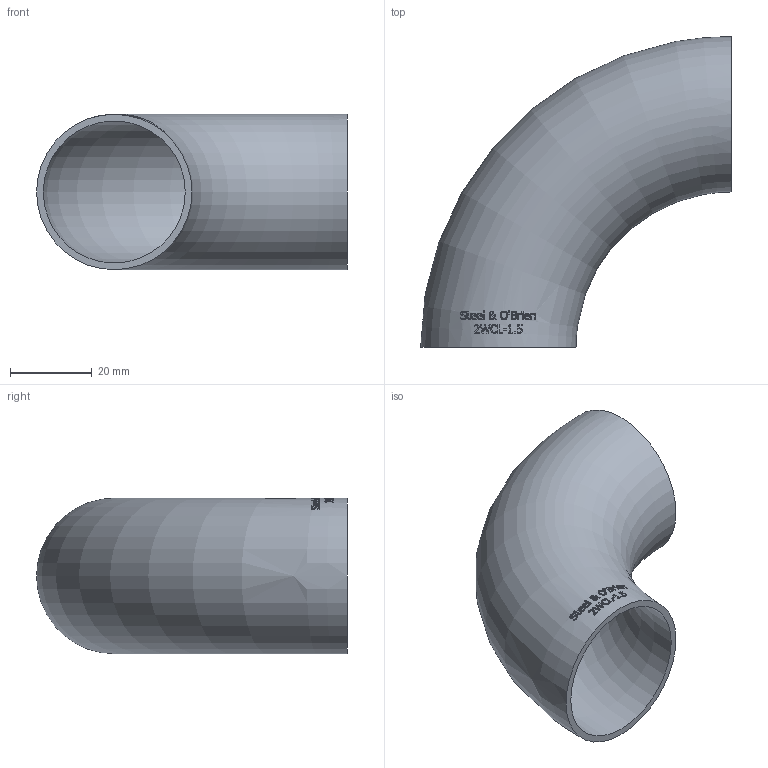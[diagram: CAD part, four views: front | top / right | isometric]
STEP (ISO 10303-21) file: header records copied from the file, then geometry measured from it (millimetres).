
FILE_DESCRIPTION(/* description */ (''),/* implementation_level */ '2;1');
FILE_NAME(/* name */ '2WCL-1.5.stp',/* time_stamp */ '2019-01-11T11:45:29-05:00',/* author */ ('rick'),/* organization */ (''),/* preprocessor_version */ 'ST-DEVELOPER v15.2',/* originating_system */ 'Autodesk Inventor 2014',/* authorisation */ '');
FILE_SCHEMA (('AUTOMOTIVE_DESIGN { 1 0 10303 214 3 1 1 }'));
Length unit declared in the file: inch
Products named in the file (1): 2WCL-1.5
Bounding box: 76.2 x 76.2 x 38.1 mm (x, y, z)
Volume: 16968.9 mm3; surface area: 20958.6 mm2
Topology: 1 solids, 1 shells, 328 faces, 888 edges, 592 vertices
Faces by surface type: bspline 160, plane 136, torus 32
Entity records: 13425 total; most frequent: CARTESIAN_POINT 6743, ORIENTED_EDGE 1772, EDGE_CURVE 886, DIRECTION 640, VERTEX_POINT 592, B_SPLINE_CURVE_WITH_KNOTS 588, EDGE_LOOP 362, ADVANCED_FACE 328
